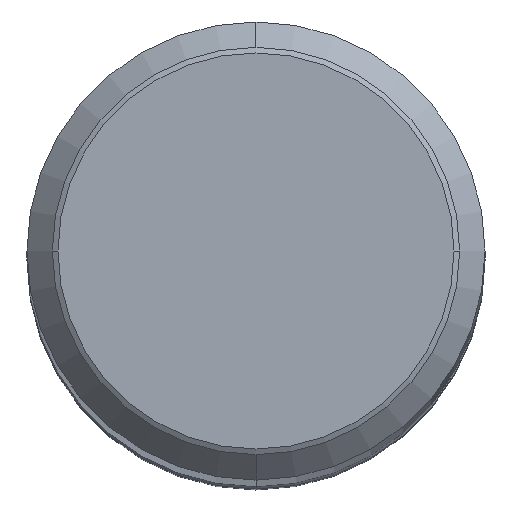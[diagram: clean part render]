
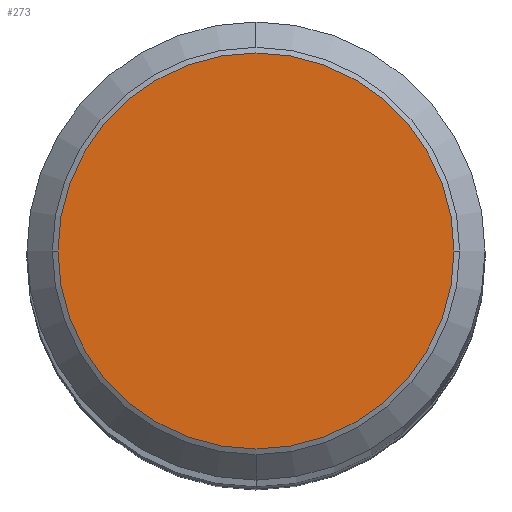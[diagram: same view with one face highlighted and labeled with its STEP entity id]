
A CAD part, top view. The second image highlights one B-rep face of the part: STEP entity #273.
In plain terms, the highlighted planar face has unit normal (0, 0, 1).
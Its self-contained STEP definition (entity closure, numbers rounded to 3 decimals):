
#199=EDGE_CURVE('',#219,#225,#403,.T.);
#203=EDGE_CURVE('',#225,#219,#407,.T.);
#219=VERTEX_POINT('',#424);
#225=VERTEX_POINT('',#430);
#273=ADVANCED_FACE('',(#482),#483,.T.);
#403=CIRCLE('',#629,8.647);
#407=CIRCLE('',#634,8.647);
#424=CARTESIAN_POINT('',(8.647,0.,224.25));
#430=CARTESIAN_POINT('',(-8.647,0.,224.25));
#482=FACE_OUTER_BOUND('',#736,.T.);
#483=PLANE('',#737);
#629=AXIS2_PLACEMENT_3D('',#916,#917,#918);
#634=AXIS2_PLACEMENT_3D('',#919,#920,#921);
#736=EDGE_LOOP('',(#994,#995));
#737=AXIS2_PLACEMENT_3D('',#996,#997,#998);
#916=CARTESIAN_POINT('',(0.,0.0,224.25));
#917=DIRECTION('',(0.0,0.0,1.0));
#918=DIRECTION('',(-1.0,0.,0.0));
#919=CARTESIAN_POINT('',(0.,0.0,224.25));
#920=DIRECTION('',(0.0,0.0,1.0));
#921=DIRECTION('',(-1.0,0.,0.0));
#994=ORIENTED_EDGE('',*,*,#203,.T.);
#995=ORIENTED_EDGE('',*,*,#199,.T.);
#996=CARTESIAN_POINT('',(0.,-4.375,224.25));
#997=DIRECTION('',(0.0,0.0,1.0));
#998=DIRECTION('',(0.,-1.0,0.0));
